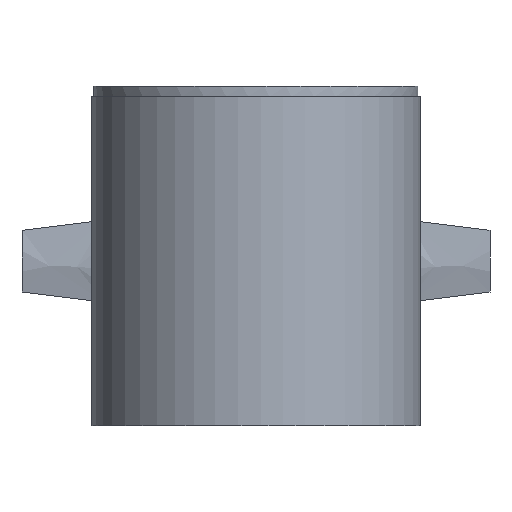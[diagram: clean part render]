
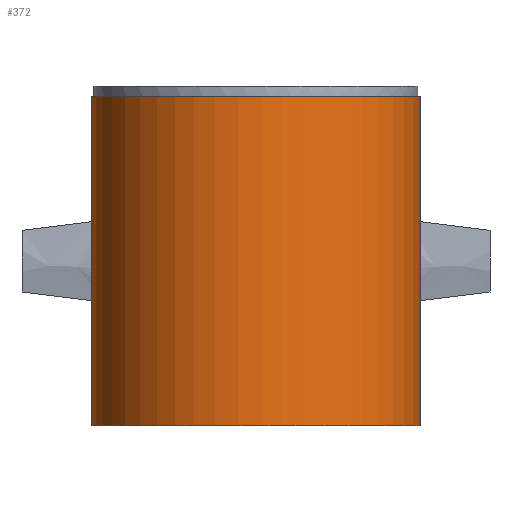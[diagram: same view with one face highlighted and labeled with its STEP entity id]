
A CAD part, front view. The second image highlights one B-rep face of the part: STEP entity #372.
In plain terms, the highlighted free-form (B-spline) face has degree [1, 2] with [2, 7] control points.
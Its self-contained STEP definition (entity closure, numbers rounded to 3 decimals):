
#252 = VERTEX_POINT('',#253);
#253 = CARTESIAN_POINT('',(-105.68,3.561,0.));
#299 = VERTEX_POINT('',#300);
#300 = CARTESIAN_POINT('',(105.68,3.561,0.));
#305 = EDGE_CURVE('',#252,#299,#306,.T.);
#306 = ( BOUNDED_CURVE() B_SPLINE_CURVE(2,(#307,#308,#309,#310,#311,#312
,#313),.UNSPECIFIED.,.F.,.F.) B_SPLINE_CURVE_WITH_KNOTS((3,2,2,3),(0.,
1.07,2.139,3.209),.UNSPECIFIED.) CURVE() 
GEOMETRIC_REPRESENTATION_ITEM() RATIONAL_B_SPLINE_CURVE((1.,
    0.86,1.,0.86,1.,0.86,1.)) 
REPRESENTATION_ITEM('') );
#307 = CARTESIAN_POINT('',(-105.68,3.561,0.));
#308 = CARTESIAN_POINT('',(-107.79,-59.046,0.));
#309 = CARTESIAN_POINT('',(-53.895,-90.974,0.));
#310 = CARTESIAN_POINT('',(0.,-122.903,0.));
#311 = CARTESIAN_POINT('',(53.895,-90.974,0.));
#312 = CARTESIAN_POINT('',(107.79,-59.046,0.));
#313 = CARTESIAN_POINT('',(105.68,3.561,0.));
#355 = EDGE_CURVE('',#252,#356,#358,.T.);
#356 = VERTEX_POINT('',#357);
#357 = CARTESIAN_POINT('',(-105.68,3.561,
    211.481));
#358 = B_SPLINE_CURVE_WITH_KNOTS('',1,(#359,#360),.UNSPECIFIED.,.F.,.F.,
  (2,2),(0.,20.32),.PIECEWISE_BEZIER_KNOTS.);
#359 = CARTESIAN_POINT('',(-105.68,3.561,0.));
#360 = CARTESIAN_POINT('',(-105.68,3.561,
    211.481));
#372 = ADVANCED_FACE('',(#373),#394,.T.);
#373 = FACE_BOUND('',#374,.T.);
#374 = EDGE_LOOP('',(#375,#376,#383,#393));
#375 = ORIENTED_EDGE('',*,*,#305,.T.);
#376 = ORIENTED_EDGE('',*,*,#377,.T.);
#377 = EDGE_CURVE('',#299,#378,#380,.T.);
#378 = VERTEX_POINT('',#379);
#379 = CARTESIAN_POINT('',(105.68,3.561,
    211.481));
#380 = B_SPLINE_CURVE_WITH_KNOTS('',1,(#381,#382),.UNSPECIFIED.,.F.,.F.,
  (2,2),(0.,20.32),.PIECEWISE_BEZIER_KNOTS.);
#381 = CARTESIAN_POINT('',(105.68,3.561,0.));
#382 = CARTESIAN_POINT('',(105.68,3.561,
    211.481));
#383 = ORIENTED_EDGE('',*,*,#384,.F.);
#384 = EDGE_CURVE('',#356,#378,#385,.T.);
#385 = ( BOUNDED_CURVE() B_SPLINE_CURVE(2,(#386,#387,#388,#389,#390,#391
,#392),.UNSPECIFIED.,.F.,.F.) B_SPLINE_CURVE_WITH_KNOTS((3,2,2,3),(0.,
1.07,2.139,3.209),.UNSPECIFIED.) CURVE() 
GEOMETRIC_REPRESENTATION_ITEM() RATIONAL_B_SPLINE_CURVE((1.,
    0.86,1.,0.86,1.,0.86,1.)) 
REPRESENTATION_ITEM('') );
#386 = CARTESIAN_POINT('',(-105.68,3.561,
    211.481));
#387 = CARTESIAN_POINT('',(-107.79,-59.046,
    211.481));
#388 = CARTESIAN_POINT('',(-53.895,-90.974,
    211.481));
#389 = CARTESIAN_POINT('',(0.,-122.903,
    211.481));
#390 = CARTESIAN_POINT('',(53.895,-90.974,
    211.481));
#391 = CARTESIAN_POINT('',(107.79,-59.046,
    211.481));
#392 = CARTESIAN_POINT('',(105.68,3.561,
    211.481));
#393 = ORIENTED_EDGE('',*,*,#355,.F.);
#394 = ( BOUNDED_SURFACE() B_SPLINE_SURFACE(1,2,(
    (#395,#396,#397,#398,#399,#400,#401)
    ,(#402,#403,#404,#405,#406,#407,#408
)),.UNSPECIFIED.,.F.,.F.,.F.) B_SPLINE_SURFACE_WITH_KNOTS((2,2),(3,2,2,3
    ),(0.,2.),(0.,1.07,2.139,3.209),
.UNSPECIFIED.) GEOMETRIC_REPRESENTATION_ITEM() RATIONAL_B_SPLINE_SURFACE
((
    (1.,0.86,1.,0.86,1.,0.86,1.)
    ,(1.,0.86,1.,0.86,1.,0.86,1.
))) REPRESENTATION_ITEM('') SURFACE() );
#395 = CARTESIAN_POINT('',(-105.68,3.561,
    211.481));
#396 = CARTESIAN_POINT('',(-107.79,-59.046,
    211.481));
#397 = CARTESIAN_POINT('',(-53.895,-90.974,
    211.481));
#398 = CARTESIAN_POINT('',(0.,-122.903,
    211.481));
#399 = CARTESIAN_POINT('',(53.895,-90.974,
    211.481));
#400 = CARTESIAN_POINT('',(107.79,-59.046,
    211.481));
#401 = CARTESIAN_POINT('',(105.68,3.561,
    211.481));
#402 = CARTESIAN_POINT('',(-105.68,3.561,0.));
#403 = CARTESIAN_POINT('',(-107.79,-59.046,0.));
#404 = CARTESIAN_POINT('',(-53.895,-90.974,0.));
#405 = CARTESIAN_POINT('',(0.,-122.903,0.));
#406 = CARTESIAN_POINT('',(53.895,-90.974,0.));
#407 = CARTESIAN_POINT('',(107.79,-59.046,0.));
#408 = CARTESIAN_POINT('',(105.68,3.561,0.));
